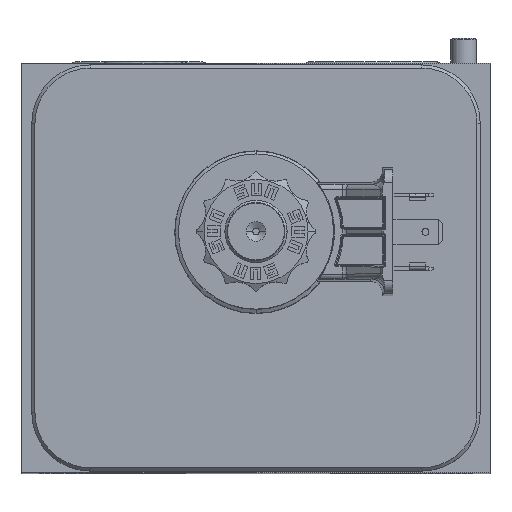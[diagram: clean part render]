
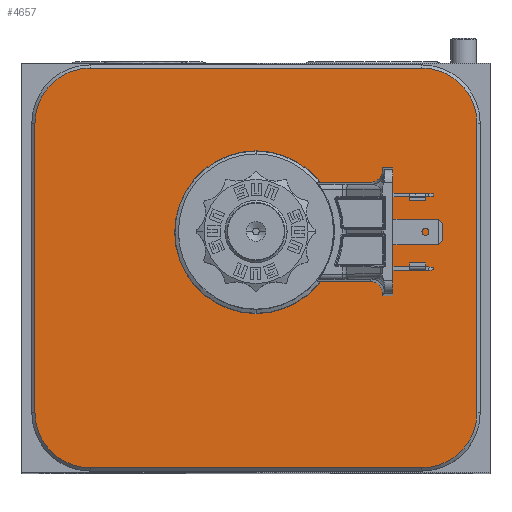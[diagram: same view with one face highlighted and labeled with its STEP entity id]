
A CAD part, top view. The second image highlights one B-rep face of the part: STEP entity #4657.
In plain terms, the highlighted planar face has unit normal (0, 0, 1).
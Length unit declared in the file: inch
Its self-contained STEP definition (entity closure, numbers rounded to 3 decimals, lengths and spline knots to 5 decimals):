
#75=CARTESIAN_POINT('',(0.656,-3.359,6.438));
#76=DIRECTION('',(0.,0.,-1.));
#77=DIRECTION('',(0.,-1.,0.));
#78=AXIS2_PLACEMENT_3D('',#75,#76,#77);
#89=CARTESIAN_POINT('',(2.25,-1.625,6.438));
#90=DIRECTION('',(0.,0.,-1.));
#91=DIRECTION('',(-1.,0.,0.));
#92=AXIS2_PLACEMENT_3D('',#89,#90,#91);
#94=CARTESIAN_POINT('',(2.25,-1.625,6.438));
#95=DIRECTION('',(0.,0.,-1.));
#96=DIRECTION('',(1.,0.,0.));
#97=AXIS2_PLACEMENT_3D('',#94,#95,#96);
#99=DIRECTION('',(0.,1.,0.));
#100=VECTOR('',#99,2.781);
#101=CARTESIAN_POINT('',(0.125,-3.359,6.438));
#102=LINE('',#101,#100);
#119=CARTESIAN_POINT('',(0.656,-0.578,6.438));
#120=DIRECTION('',(0.,0.,-1.));
#121=DIRECTION('',(-1.,0.,0.));
#122=AXIS2_PLACEMENT_3D('',#119,#120,#121);
#137=DIRECTION('',(1.,0.,0.));
#138=VECTOR('',#137,3.188);
#139=CARTESIAN_POINT('',(0.656,-0.047,6.438));
#140=LINE('',#139,#138);
#153=CARTESIAN_POINT('',(3.844,-0.578,6.438));
#154=DIRECTION('',(0.,0.,-1.));
#155=DIRECTION('',(0.,1.,0.));
#156=AXIS2_PLACEMENT_3D('',#153,#154,#155);
#167=DIRECTION('',(0.,-1.,0.));
#168=VECTOR('',#167,2.781);
#169=CARTESIAN_POINT('',(4.375,-0.578,6.438));
#170=LINE('',#169,#168);
#187=CARTESIAN_POINT('',(3.844,-3.359,6.438));
#188=DIRECTION('',(0.,0.,-1.));
#189=DIRECTION('',(1.,0.,0.));
#190=AXIS2_PLACEMENT_3D('',#187,#188,#189);
#201=DIRECTION('',(-1.,0.,0.));
#202=VECTOR('',#201,3.188);
#203=CARTESIAN_POINT('',(3.844,-3.89,6.438));
#204=LINE('',#203,#202);
#4027=CARTESIAN_POINT('',(0.656,-0.047,6.438));
#4028=CARTESIAN_POINT('',(3.844,-0.047,6.438));
#4029=VERTEX_POINT('',#4027);
#4030=VERTEX_POINT('',#4028);
#4035=CARTESIAN_POINT('',(4.375,-0.578,6.438));
#4036=VERTEX_POINT('',#4035);
#4039=CARTESIAN_POINT('',(4.375,-3.359,6.438));
#4040=VERTEX_POINT('',#4039);
#4043=CARTESIAN_POINT('',(3.844,-3.89,6.438));
#4044=VERTEX_POINT('',#4043);
#4047=CARTESIAN_POINT('',(0.656,-3.89,6.438));
#4048=VERTEX_POINT('',#4047);
#4051=CARTESIAN_POINT('',(0.125,-3.359,6.438));
#4052=VERTEX_POINT('',#4051);
#4055=CARTESIAN_POINT('',(0.125,-0.578,6.438));
#4056=VERTEX_POINT('',#4055);
#4099=CARTESIAN_POINT('',(1.468,-1.625,6.438));
#4100=CARTESIAN_POINT('',(3.032,-1.625,6.438));
#4101=VERTEX_POINT('',#4099);
#4102=VERTEX_POINT('',#4100);
#4629=CARTESIAN_POINT('',(0.,0.,6.438));
#4630=DIRECTION('',(0.,0.,1.));
#4631=DIRECTION('',(1.,0.,0.));
#4632=AXIS2_PLACEMENT_3D('',#4629,#4630,#4631);
#4633=PLANE('',#4632);
#4634=ORIENTED_EDGE('',*,*,#4619,.T.);
#4636=ORIENTED_EDGE('',*,*,#4635,.T.);
#4638=ORIENTED_EDGE('',*,*,#4637,.T.);
#4640=ORIENTED_EDGE('',*,*,#4639,.T.);
#4642=ORIENTED_EDGE('',*,*,#4641,.T.);
#4644=ORIENTED_EDGE('',*,*,#4643,.T.);
#4646=ORIENTED_EDGE('',*,*,#4645,.T.);
#4648=ORIENTED_EDGE('',*,*,#4647,.T.);
#4649=EDGE_LOOP('',(#4634,#4636,#4638,#4640,#4642,#4644,#4646,#4648));
#4650=FACE_OUTER_BOUND('',#4649,.F.);
#4652=ORIENTED_EDGE('',*,*,#4651,.F.);
#4654=ORIENTED_EDGE('',*,*,#4653,.F.);
#4655=EDGE_LOOP('',(#4652,#4654));
#4656=FACE_BOUND('',#4655,.F.);
#4657=ADVANCED_FACE('',(#4650,#4656),#4633,.T.);
#79=CIRCLE('',#78,0.531);
#93=CIRCLE('',#92,0.782);
#98=CIRCLE('',#97,0.782);
#123=CIRCLE('',#122,0.531);
#157=CIRCLE('',#156,0.531);
#191=CIRCLE('',#190,0.531);
#4619=EDGE_CURVE('',#4048,#4052,#79,.T.);
#4635=EDGE_CURVE('',#4052,#4056,#102,.T.);
#4637=EDGE_CURVE('',#4056,#4029,#123,.T.);
#4639=EDGE_CURVE('',#4029,#4030,#140,.T.);
#4641=EDGE_CURVE('',#4030,#4036,#157,.T.);
#4643=EDGE_CURVE('',#4036,#4040,#170,.T.);
#4645=EDGE_CURVE('',#4040,#4044,#191,.T.);
#4647=EDGE_CURVE('',#4044,#4048,#204,.T.);
#4651=EDGE_CURVE('',#4101,#4102,#93,.T.);
#4653=EDGE_CURVE('',#4102,#4101,#98,.T.);
